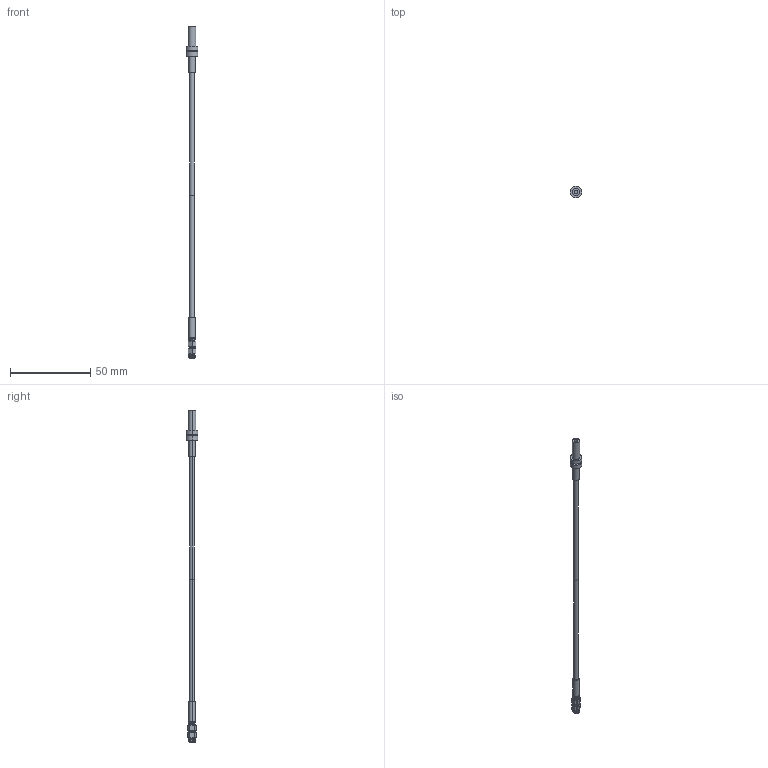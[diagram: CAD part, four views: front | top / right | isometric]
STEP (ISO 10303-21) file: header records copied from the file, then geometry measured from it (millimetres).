
FILE_DESCRIPTION((''),'2;1');
FILE_NAME('161922_ASM','2016-02-29T',('pdmadmin'),(''),'PRO/ENGINEER BY PARAMETRIC TECHNOLOGY CORPORATION, 2013230','PRO/ENGINEER BY PARAMETRIC TECHNOLOGY CORPORATION, 2013230','');
FILE_SCHEMA(('CONFIG_CONTROL_DESIGN'));
Length unit declared in the file: inch
Products named in the file (7): PVC_12_STRAIGHT_; PROBE_-15_X_-50; TERMINUS_NO_COLLAR-65_; 8-32_PORTION_AF3; 8-32_BRASS_JAM_NUT_AF4; 8-32_BRASS_JAM_NUT_AF5; 161922_ASM
Assembly tree (7 placements, depth 2):
  161922_ASM
    PVC_12_STRAIGHT_  x2
    PROBE_-15_X_-50
    TERMINUS_NO_COLLAR-65_
    8-32_PORTION_AF3
    8-32_BRASS_JAM_NUT_AF4
    8-32_BRASS_JAM_NUT_AF5
Bounding box: 7.37 x 7.37 x 207.01 mm (x, y, z)
Volume: 1821.7 mm3; surface area: 3052.2 mm2
Topology: 7 solids, 7 shells, 101 faces, 245 edges, 163 vertices
Faces by surface type: cylinder 58, plane 31, bspline 12
Entity records: 7240 total; most frequent: CARTESIAN_POINT 4890, ORIENTED_EDGE 478, DIRECTION 405, EDGE_CURVE 239, VERTEX_POINT 159, AXIS2_PLACEMENT_3D 151, EDGE_LOOP 110, VECTOR 103
